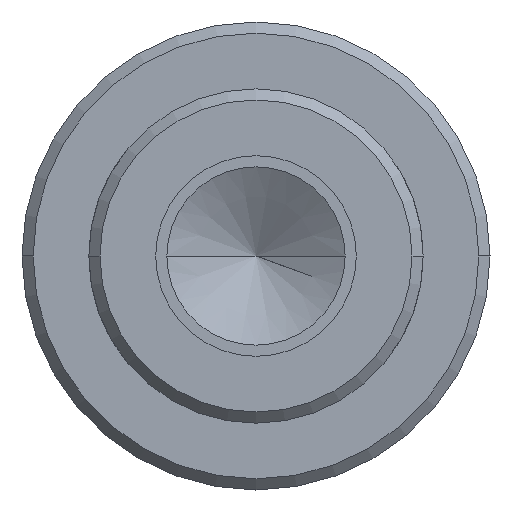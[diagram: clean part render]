
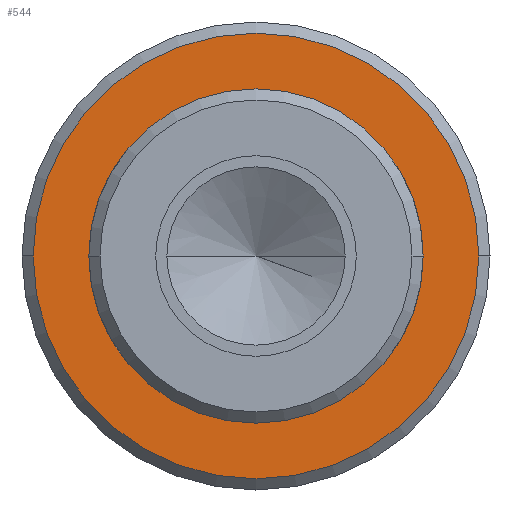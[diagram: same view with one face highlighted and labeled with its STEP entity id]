
A CAD part, left-side view. The second image highlights one B-rep face of the part: STEP entity #544.
In plain terms, the highlighted planar face has unit normal (-1, 0, 0).
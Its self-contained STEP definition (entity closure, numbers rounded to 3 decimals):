
#185=CARTESIAN_POINT('',(85.2,-22.5,0.));
#186=VERTEX_POINT('',#185);
#193=CARTESIAN_POINT('',(85.2,22.5,0.));
#194=VERTEX_POINT('',#193);
#195=CARTESIAN_POINT('',(85.2,0.0,0.0));
#196=DIRECTION('',(-1.0,0.0,0.0));
#197=DIRECTION('',(0.0,1.0,0.0));
#198=AXIS2_PLACEMENT_3D('',#195,#196,#197);
#199=CIRCLE('',#198,22.5);
#200=EDGE_CURVE('',#186,#194,#199,.T.);
#444=CARTESIAN_POINT('',(85.2,-30.,0.));
#445=VERTEX_POINT('',#444);
#459=CARTESIAN_POINT('',(85.2,30.0,0.));
#460=VERTEX_POINT('',#459);
#467=CARTESIAN_POINT('',(85.2,0.,0.0));
#468=DIRECTION('',(1.0,0.0,0.0));
#469=DIRECTION('',(0.0,-1.0,0.0));
#470=AXIS2_PLACEMENT_3D('',#467,#468,#469);
#471=CIRCLE('',#470,30.);
#472=EDGE_CURVE('',#460,#445,#471,.T.);
#519=CARTESIAN_POINT('',(85.2,15.75,0.0));
#520=DIRECTION('',(-1.0,0.0,0.0));
#521=DIRECTION('',(0.0,0.0,1.0));
#522=AXIS2_PLACEMENT_3D('',#519,#520,#521);
#523=PLANE('',#522);
#524=ORIENTED_EDGE('',*,*,#472,.F.);
#525=CARTESIAN_POINT('',(85.2,0.,0.0));
#526=DIRECTION('',(1.0,0.0,0.0));
#527=DIRECTION('',(0.0,-1.0,0.0));
#528=AXIS2_PLACEMENT_3D('',#525,#526,#527);
#529=CIRCLE('',#528,30.);
#530=EDGE_CURVE('',#445,#460,#529,.T.);
#531=ORIENTED_EDGE('',*,*,#530,.F.);
#532=EDGE_LOOP('',(#524,#531));
#533=FACE_OUTER_BOUND('',#532,.T.);
#534=ORIENTED_EDGE('',*,*,#200,.F.);
#535=CARTESIAN_POINT('',(85.2,0.0,0.0));
#536=DIRECTION('',(-1.0,0.0,0.0));
#537=DIRECTION('',(0.0,1.0,0.0));
#538=AXIS2_PLACEMENT_3D('',#535,#536,#537);
#539=CIRCLE('',#538,22.5);
#540=EDGE_CURVE('',#194,#186,#539,.T.);
#541=ORIENTED_EDGE('',*,*,#540,.F.);
#542=EDGE_LOOP('',(#534,#541));
#543=FACE_BOUND('',#542,.T.);
#544=ADVANCED_FACE('',(#533,#543),#523,.T.);
